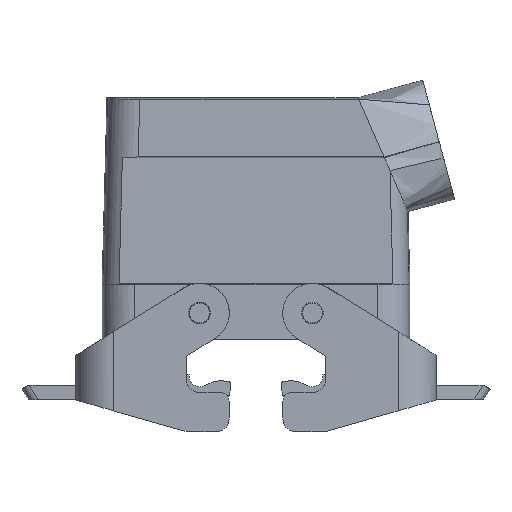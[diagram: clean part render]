
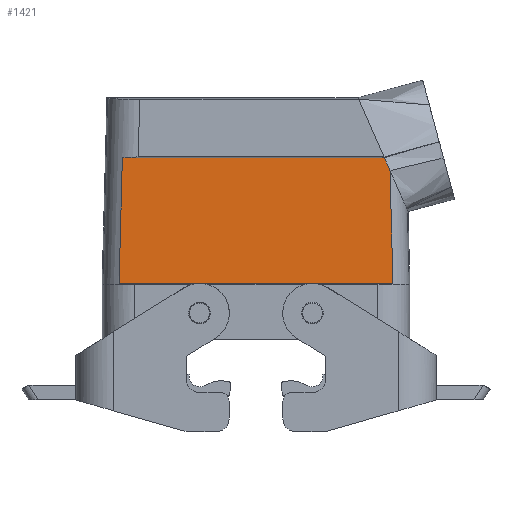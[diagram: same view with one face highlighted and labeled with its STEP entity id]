
A CAD part, front view. The second image highlights one B-rep face of the part: STEP entity #1421.
In plain terms, the highlighted planar face has unit normal (0, -1, 0.015).
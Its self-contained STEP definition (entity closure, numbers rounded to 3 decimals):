
#1045=PLANE('',#10725);
#1421=ADVANCED_FACE('',(#1849),#1045,.T.);
#1849=FACE_OUTER_BOUND('',#2188,.T.);
#2188=EDGE_LOOP('',(#2883,#2884,#2885,#2886,#2887,#2888,#2889));
#2883=ORIENTED_EDGE('',*,*,#5382,.F.);
#2884=ORIENTED_EDGE('',*,*,#5383,.F.);
#2885=ORIENTED_EDGE('',*,*,#5384,.F.);
#2886=ORIENTED_EDGE('',*,*,#5385,.F.);
#2887=ORIENTED_EDGE('',*,*,#5386,.F.);
#2888=ORIENTED_EDGE('',*,*,#5387,.F.);
#2889=ORIENTED_EDGE('',*,*,#5388,.T.);
#4751=VERTEX_POINT('',#15139);
#4752=VERTEX_POINT('',#15140);
#4753=VERTEX_POINT('',#15142);
#4754=VERTEX_POINT('',#15144);
#4755=VERTEX_POINT('',#15146);
#4756=VERTEX_POINT('',#15148);
#4757=VERTEX_POINT('',#15150);
#5382=EDGE_CURVE('',#4751,#4752,#8126,.T.);
#5383=EDGE_CURVE('',#4753,#4751,#8127,.T.);
#5384=EDGE_CURVE('',#4754,#4753,#8128,.T.);
#5385=EDGE_CURVE('',#4755,#4754,#8129,.T.);
#5386=EDGE_CURVE('',#4756,#4755,#8130,.T.);
#5387=EDGE_CURVE('',#4757,#4756,#8131,.T.);
#5388=EDGE_CURVE('',#4757,#4752,#6576,.T.);
#6576=B_SPLINE_CURVE_WITH_KNOTS('',3,(#15151,#15152,#15153,#15154),
 .UNSPECIFIED.,.F.,.F.,(4,4),(0.,1.),.UNSPECIFIED.);
#8126=LINE('',#15138,#8913);
#8127=LINE('',#15141,#8914);
#8128=LINE('',#15143,#8915);
#8129=LINE('',#15145,#8916);
#8130=LINE('',#15147,#8917);
#8131=LINE('',#15149,#8918);
#8913=VECTOR('',#11501,1.);
#8914=VECTOR('',#11502,1.);
#8915=VECTOR('',#11503,1.);
#8916=VECTOR('',#11504,1.);
#8917=VECTOR('',#11505,1.);
#8918=VECTOR('',#11506,1.);
#10725=AXIS2_PLACEMENT_3D('',#15155,#11507,#11508);
#11501=DIRECTION('',(1.,0.,0.));
#11502=DIRECTION('',(0.026,0.015,1.));
#11503=DIRECTION('',(-1.,0.,0.));
#11504=DIRECTION('',(-1.,0.,0.));
#11505=DIRECTION('',(-1.,0.,0.));
#11506=DIRECTION('',(0.026,-0.015,-1.));
#11507=DIRECTION('',(0.,-1.,0.015));
#11508=DIRECTION('',(0.,-0.015,-1.));
#15138=CARTESIAN_POINT('',(36.3,-20.059,33.674));
#15139=CARTESIAN_POINT('',(-31.524,-20.059,33.674));
#15140=CARTESIAN_POINT('',(30.281,-20.059,33.674));
#15141=CARTESIAN_POINT('',(-32.297,-20.5,3.868));
#15142=CARTESIAN_POINT('',(-32.293,-20.497,4.027));
#15143=CARTESIAN_POINT('',(36.3,-20.497,4.027));
#15144=CARTESIAN_POINT('',(-31.764,-20.497,4.027));
#15145=CARTESIAN_POINT('',(36.3,-20.497,4.027));
#15146=CARTESIAN_POINT('',(31.764,-20.497,4.027));
#15147=CARTESIAN_POINT('',(36.3,-20.497,4.027));
#15148=CARTESIAN_POINT('',(32.293,-20.497,4.027));
#15149=CARTESIAN_POINT('',(32.292,-20.497,4.049));
#15150=CARTESIAN_POINT('',(31.602,-20.104,30.666));
#15151=CARTESIAN_POINT('',(31.602,-20.104,30.666));
#15152=CARTESIAN_POINT('',(31.162,-20.089,31.668));
#15153=CARTESIAN_POINT('',(30.721,-20.074,32.671));
#15154=CARTESIAN_POINT('',(30.281,-20.059,33.674));
#15155=CARTESIAN_POINT('',(36.3,-20.497,4.027));
